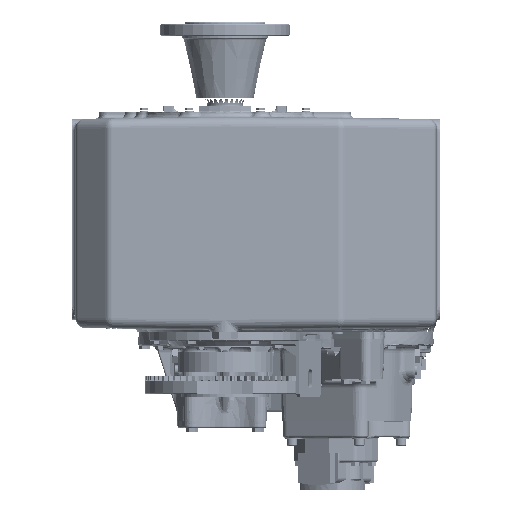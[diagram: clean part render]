
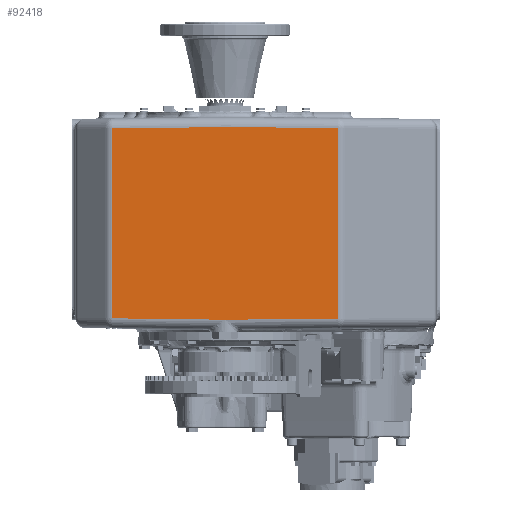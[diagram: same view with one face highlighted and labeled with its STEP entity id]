
A CAD part, front view. The second image highlights one B-rep face of the part: STEP entity #92418.
In plain terms, the highlighted planar face has unit normal (0, -1, 0).
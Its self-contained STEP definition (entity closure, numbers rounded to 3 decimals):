
#2301 = EDGE_LOOP ( 'NONE', ( #32336, #32339, #32344, #32348, #32353, #32357, #32361 ) ) ;
#23194 = CARTESIAN_POINT ( 'NONE',  ( -195.94, -469.9, -359.95 ) ) ;
#23584 = CARTESIAN_POINT ( 'NONE',  ( 0.032, -469.9, -362.369 ) ) ;
#23805 = CARTESIAN_POINT ( 'NONE',  ( 195.94, -469.9, -360.659 ) ) ;
#23877 = CARTESIAN_POINT ( 'NONE',  ( 0., -469.9, -362.369 ) ) ;
#32336 = ORIENTED_EDGE ( 'NONE', *, *, #179178, .T. ) ;
#32339 = ORIENTED_EDGE ( 'NONE', *, *, #114900, .T. ) ;
#32344 = ORIENTED_EDGE ( 'NONE', *, *, #179181, .T. ) ;
#32348 = ORIENTED_EDGE ( 'NONE', *, *, #114510, .T. ) ;
#32353 = ORIENTED_EDGE ( 'NONE', *, *, #179166, .T. ) ;
#32357 = ORIENTED_EDGE ( 'NONE', *, *, #114467, .T. ) ;
#32361 = ORIENTED_EDGE ( 'NONE', *, *, #179043, .T. ) ;
#33585 = CARTESIAN_POINT ( 'NONE',  ( 195.94, -469.9, -28.723 ) ) ;
#92418 = ADVANCED_FACE ( 'NONE', ( #234551 ), #147872, .F. ) ;
#109165 = VERTEX_POINT ( 'NONE', #196926 ) ;
#109184 = VERTEX_POINT ( 'NONE', #197086 ) ;
#109456 = VERTEX_POINT ( 'NONE', #23194 ) ;
#109492 = VERTEX_POINT ( 'NONE', #23584 ) ;
#109547 = VERTEX_POINT ( 'NONE', #23805 ) ;
#109561 = VERTEX_POINT ( 'NONE', #23877 ) ;
#114467 = EDGE_CURVE ( 'NONE', #109492, #109547, #261371, .T. ) ;
#114510 = EDGE_CURVE ( 'NONE', #109456, #109561, #261406, .T. ) ;
#114900 = EDGE_CURVE ( 'NONE', #109184, #109165, #261972, .T. ) ;
#115864 = AXIS2_PLACEMENT_3D ( 'NONE', #147868, #147899, #147901 ) ;
#147868 = CARTESIAN_POINT ( 'NONE',  ( 203.2, -469.9, -1263.396 ) ) ;
#147872 = PLANE ( 'NONE',  #115864 ) ;
#147899 = DIRECTION ( 'NONE',  ( 0., 1., 0. ) ) ;
#147901 = DIRECTION ( 'NONE',  ( 0., 0., -1. ) ) ;
#154954 = LINE ( 'NONE', #273819, #154981 ) ;
#154981 = VECTOR ( 'NONE', #273820, 1000. ) ;
#155185 = LINE ( 'NONE', #274335, #155188 ) ;
#155188 = VECTOR ( 'NONE', #274337, 1000. ) ;
#155206 = LINE ( 'NONE', #274377, #155207 ) ;
#155207 = VECTOR ( 'NONE', #274379, 1000. ) ;
#155210 = LINE ( 'NONE', #274384, #155211 ) ;
#155211 = VECTOR ( 'NONE', #274386, 1000. ) ;
#163006 = VERTEX_POINT ( 'NONE', #33585 ) ;
#179043 = EDGE_CURVE ( 'NONE', #109547, #163006, #154954, .T. ) ;
#179166 = EDGE_CURVE ( 'NONE', #109561, #109492, #155185, .T. ) ;
#179178 = EDGE_CURVE ( 'NONE', #163006, #109184, #155206, .T. ) ;
#179181 = EDGE_CURVE ( 'NONE', #109165, #109456, #155210, .T. ) ;
#196926 = CARTESIAN_POINT ( 'NONE',  ( -195.94, -469.9, -29.432 ) ) ;
#197086 = CARTESIAN_POINT ( 'NONE',  ( 0.032, -469.9, -27.013 ) ) ;
#234551 = FACE_OUTER_BOUND ( 'NONE', #2301, .T. ) ;
#261362 = VECTOR ( 'NONE', #266351, 1000. ) ;
#261371 = LINE ( 'NONE', #266333, #261362 ) ;
#261406 = LINE ( 'NONE', #266744, #261409 ) ;
#261409 = VECTOR ( 'NONE', #266746, 1000. ) ;
#261972 = LINE ( 'NONE', #270519, #261977 ) ;
#261977 = VECTOR ( 'NONE', #270520, 1000. ) ;
#266333 = CARTESIAN_POINT ( 'NONE',  ( 195.788, -469.9, -360.661 ) ) ;
#266351 = DIRECTION ( 'NONE',  ( 1., 0., 0.009 ) ) ;
#266744 = CARTESIAN_POINT ( 'NONE',  ( 0.216, -469.9, -362.371 ) ) ;
#266746 = DIRECTION ( 'NONE',  ( 1., 0., -0.012 ) ) ;
#270519 = CARTESIAN_POINT ( 'NONE',  ( -195.724, -469.9, -29.43 ) ) ;
#270520 = DIRECTION ( 'NONE',  ( -1., 0., -0.012 ) ) ;
#273819 = CARTESIAN_POINT ( 'NONE',  ( 195.94, -469.9, -1263.396 ) ) ;
#273820 = DIRECTION ( 'NONE',  ( 0., 0., 1. ) ) ;
#274335 = CARTESIAN_POINT ( 'NONE',  ( 0.216, -469.9, -362.371 ) ) ;
#274337 = DIRECTION ( 'NONE',  ( 1., 0., -0.012 ) ) ;
#274377 = CARTESIAN_POINT ( 'NONE',  ( -0.153, -469.9, -27.011 ) ) ;
#274379 = DIRECTION ( 'NONE',  ( -1., 0., 0.009 ) ) ;
#274384 = CARTESIAN_POINT ( 'NONE',  ( -195.94, -469.9, -1263.396 ) ) ;
#274386 = DIRECTION ( 'NONE',  ( 0., 0., -1. ) ) ;
